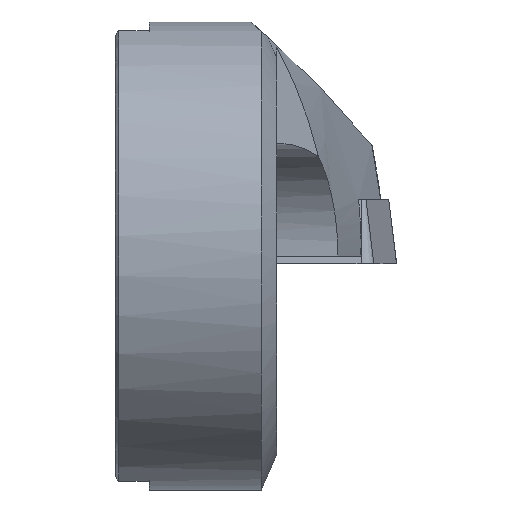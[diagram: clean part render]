
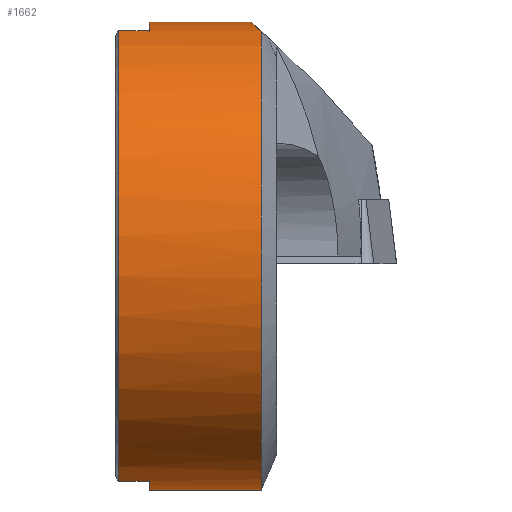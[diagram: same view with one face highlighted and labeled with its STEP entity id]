
A CAD part, left-side view. The second image highlights one B-rep face of the part: STEP entity #1662.
In plain terms, the highlighted cylindrical face has radius 14.5 mm (diameter 29 mm), a partial arc.
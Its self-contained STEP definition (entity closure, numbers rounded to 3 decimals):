
#768=EDGE_CURVE('NONE',#1026,#968,#2120,.F.);
#968=VERTEX_POINT('NONE',#2340);
#1014=VERTEX_POINT('NONE',#2388);
#1026=VERTEX_POINT('NONE',#2400);
#1042=EDGE_CURVE('NONE',#1968,#1070,#2418,.F.);
#1044=VERTEX_POINT('NONE',#2420);
#1068=VERTEX_POINT('NONE',#2447);
#1070=VERTEX_POINT('NONE',#2449);
#1208=EDGE_CURVE('NONE',#1044,#1534,#2602,.T.);
#1438=EDGE_CURVE('NONE',#1070,#1044,#2855,.F.);
#1534=VERTEX_POINT('NONE',#2958);
#1620=EDGE_CURVE('NONE',#1014,#968,#3055,.T.);
#1652=EDGE_CURVE('NONE',#1068,#1968,#3090,.T.);
#1662=ADVANCED_FACE('NONE',(#3102),#3103,.T.);
#1666=EDGE_CURVE('NONE',#1014,#1938,#3107,.F.);
#1884=EDGE_CURVE('NONE',#1534,#1026,#3351,.F.);
#1936=EDGE_CURVE('NONE',#1938,#1068,#3404,.T.);
#1938=VERTEX_POINT('NONE',#3406);
#1968=VERTEX_POINT('NONE',#3441);
#2120=CIRCLE('',#3617,14.5);
#2340=CARTESIAN_POINT('',(0.,-2.1,-14.5));
#2388=CARTESIAN_POINT('',(0.,-9.043,-14.5));
#2400=CARTESIAN_POINT('',(-3.95,-2.1,-13.952));
#2418=CIRCLE('',#5155,14.5);
#2420=CARTESIAN_POINT('',(-3.95,-0.2,13.952));
#2447=CARTESIAN_POINT('',(0.,-8.385,14.5));
#2449=CARTESIAN_POINT('',(-3.95,-2.1,13.952));
#2602=CIRCLE('',#5407,14.5);
#2855=LINE('',#5811,#5812);
#2958=CARTESIAN_POINT('',(-3.95,-0.2,-13.952));
#3055=LINE('',#6085,#6086);
#3090=LINE('',#6141,#6142);
#3102=FACE_OUTER_BOUND('',#6155,.T.);
#3103=CYLINDRICAL_SURFACE('',#6156,14.5);
#3107=B_SPLINE_CURVE_WITH_KNOTS('',3,(#6161,#6162,#6163,#6164,#6165,#6166,#6167,#6168,#6169,#6170,#6171,#6172,#6173,#6174,#6175,#6176,#6177,#6178,#6179,#6180,#6181,#6182,#6183,#6184,#6185,#6186,#6187,#6188,#6189,#6190,#6191,#6192,#6193,#6194,#6195,#6196,#6197,#6198,#6199,#6200,#6201,#6202,#6203,#6204,#6205,#6206,#6207,#6208,#6209,#6210,#6211,#6212,#6213,#6214,#6215,#6216,#6217,#6218),.UNSPECIFIED.,.F.,.F.,(4,2,2,2,2,2,2,2,2,2,2,2,2,2,2,2,2,2,2,2,2,2,2,2,2,2,2,2,4),(-56.761,-56.139,-55.627,-55.169,-54.356,-53.27,-50.372,-48.491,-46.211,-42.009,-40.304,-36.352,-30.77,-27.975,-25.783,-23.331,-17.795,-15.659,-12.724,-9.742,-7.917,-5.942,-4.752,-3.415,-2.53,-1.69,-1.275,-0.829,-0.0),.UNSPECIFIED.);
#3351=LINE('',#6587,#6588);
#3404=B_SPLINE_CURVE_WITH_KNOTS('',3,(#6664,#6665,#6666,#6667),.UNSPECIFIED.,.F.,.F.,(4,4),(0.0,1.0),.UNSPECIFIED.);
#3406=CARTESIAN_POINT('',(-4.025,-9.046,13.93));
#3441=CARTESIAN_POINT('',(0.,-2.1,14.5));
#3617=AXIS2_PLACEMENT_3D('',#6981,#6982,#6983);
#5155=AXIS2_PLACEMENT_3D('',#7306,#7307,#7308);
#5407=AXIS2_PLACEMENT_3D('',#7512,#7513,#7514);
#5811=CARTESIAN_POINT('',(-3.95,-30.0,13.952));
#5812=VECTOR('',#7831,1.0);
#6085=CARTESIAN_POINT('',(0.,-30.0,-14.5));
#6086=VECTOR('',#8095,1000.0);
#6141=CARTESIAN_POINT('',(0.,-30.0,14.5));
#6142=VECTOR('',#8156,1.0);
#6155=EDGE_LOOP('',(#8180,#8181,#8182,#8183,#8184,#8185,#8186,#8187,#8188));
#6156=AXIS2_PLACEMENT_3D('',#8189,#8190,#8191);
#6161=CARTESIAN_POINT('',(-0.886,-9.065,14.473));
#6162=CARTESIAN_POINT('',(-1.093,-9.056,14.46));
#6163=CARTESIAN_POINT('',(-1.3,-9.049,14.443));
#6164=CARTESIAN_POINT('',(-1.678,-9.041,14.404));
#6165=CARTESIAN_POINT('',(-1.848,-9.038,14.383));
#6166=CARTESIAN_POINT('',(-2.17,-9.036,14.338));
#6167=CARTESIAN_POINT('',(-2.322,-9.035,14.314));
#6168=CARTESIAN_POINT('',(-2.743,-9.036,14.241));
#6169=CARTESIAN_POINT('',(-3.01,-9.038,14.187));
#6170=CARTESIAN_POINT('',(-3.63,-9.043,14.043));
#6171=CARTESIAN_POINT('',(-3.982,-9.046,13.947));
#6172=CARTESIAN_POINT('',(-5.262,-9.05,13.547));
#6173=CARTESIAN_POINT('',(-6.161,-9.045,13.162));
#6174=CARTESIAN_POINT('',(-7.571,-9.044,12.383));
#6175=CARTESIAN_POINT('',(-8.106,-9.045,12.04));
#6176=CARTESIAN_POINT('',(-9.234,-9.045,11.206));
#6177=CARTESIAN_POINT('',(-9.815,-9.043,10.701));
#6178=CARTESIAN_POINT('',(-11.344,-9.042,9.141));
#6179=CARTESIAN_POINT('',(-12.182,-9.047,7.99));
#6180=CARTESIAN_POINT('',(-13.107,-9.046,6.227));
#6181=CARTESIAN_POINT('',(-13.344,-9.044,5.703));
#6182=CARTESIAN_POINT('',(-14.023,-9.042,3.921));
#6183=CARTESIAN_POINT('',(-14.324,-9.044,2.617));
#6184=CARTESIAN_POINT('',(-14.61,-9.046,-0.584));
#6185=CARTESIAN_POINT('',(-14.411,-9.044,-2.473));
#6186=CARTESIAN_POINT('',(-13.579,-9.045,-5.171));
#6187=CARTESIAN_POINT('',(-13.215,-9.046,-6.042));
#6188=CARTESIAN_POINT('',(-12.418,-9.045,-7.522));
#6189=CARTESIAN_POINT('',(-12.019,-9.045,-8.145));
#6190=CARTESIAN_POINT('',(-11.076,-9.045,-9.394));
#6191=CARTESIAN_POINT('',(-10.523,-9.046,-10.01));
#6192=CARTESIAN_POINT('',(-8.559,-9.046,-11.852));
#6193=CARTESIAN_POINT('',(-6.964,-9.042,-12.854));
#6194=CARTESIAN_POINT('',(-4.551,-9.043,-13.786));
#6195=CARTESIAN_POINT('',(-3.862,-9.045,-13.995));
#6196=CARTESIAN_POINT('',(-2.194,-9.047,-14.367));
#6197=CARTESIAN_POINT('',(-1.209,-9.045,-14.483));
#6198=CARTESIAN_POINT('',(0.785,-9.042,-14.514));
#6199=CARTESIAN_POINT('',(1.788,-9.044,-14.424));
#6200=CARTESIAN_POINT('',(3.377,-9.045,-14.115));
#6201=CARTESIAN_POINT('',(3.972,-9.044,-13.959));
#6202=CARTESIAN_POINT('',(5.187,-9.042,-13.557));
#6203=CARTESIAN_POINT('',(5.804,-9.043,-13.304));
#6204=CARTESIAN_POINT('',(6.761,-9.05,-12.833));
#6205=CARTESIAN_POINT('',(7.113,-9.054,-12.642));
#6206=CARTESIAN_POINT('',(7.844,-9.062,-12.204));
#6207=CARTESIAN_POINT('',(8.219,-9.065,-11.954));
#6208=CARTESIAN_POINT('',(8.822,-9.067,-11.511));
#6209=CARTESIAN_POINT('',(9.056,-9.065,-11.328));
#6210=CARTESIAN_POINT('',(9.5,-9.062,-10.958));
#6211=CARTESIAN_POINT('',(9.71,-9.06,-10.772));
#6212=CARTESIAN_POINT('',(10.017,-9.061,-10.485));
#6213=CARTESIAN_POINT('',(10.117,-9.061,-10.388));
#6214=CARTESIAN_POINT('',(10.322,-9.064,-10.185));
#6215=CARTESIAN_POINT('',(10.426,-9.066,-10.078));
#6216=CARTESIAN_POINT('',(10.72,-9.075,-9.768));
#6217=CARTESIAN_POINT('',(10.904,-9.085,-9.562));
#6218=CARTESIAN_POINT('',(11.082,-9.097,-9.351));
#6587=CARTESIAN_POINT('',(-3.95,-30.0,-13.952));
#6588=VECTOR('',#8503,1.0);
#6664=CARTESIAN_POINT('',(-4.025,-9.046,13.93));
#6665=CARTESIAN_POINT('',(-2.733,-8.602,14.303));
#6666=CARTESIAN_POINT('',(-1.374,-8.381,14.5));
#6667=CARTESIAN_POINT('',(0.,-8.385,14.5));
#6981=CARTESIAN_POINT('',(0.0,-2.1,0.0));
#6982=DIRECTION('',(0.0,1.0,0.0));
#6983=DIRECTION('',(0.,0.0,-1.0));
#7306=CARTESIAN_POINT('',(0.0,-2.1,0.0));
#7307=DIRECTION('',(0.0,1.0,0.0));
#7308=DIRECTION('',(0.,0.0,-1.0));
#7512=CARTESIAN_POINT('',(0.0,-0.2,0.0));
#7513=DIRECTION('',(0.0,-1.0,-0.0));
#7514=DIRECTION('',(0.,0.0,-1.0));
#7831=DIRECTION('',(0.0,-1.0,0.0));
#8095=DIRECTION('',(0.0,1.0,0.0));
#8156=DIRECTION('',(-0.0,1.0,0.0));
#8180=ORIENTED_EDGE('',*,*,#1620,.F.);
#8181=ORIENTED_EDGE('',*,*,#1666,.T.);
#8182=ORIENTED_EDGE('',*,*,#1936,.T.);
#8183=ORIENTED_EDGE('',*,*,#1652,.T.);
#8184=ORIENTED_EDGE('',*,*,#1042,.T.);
#8185=ORIENTED_EDGE('',*,*,#1438,.T.);
#8186=ORIENTED_EDGE('',*,*,#1208,.T.);
#8187=ORIENTED_EDGE('',*,*,#1884,.T.);
#8188=ORIENTED_EDGE('',*,*,#768,.T.);
#8189=CARTESIAN_POINT('',(0.0,-30.0,0.0));
#8190=DIRECTION('',(-0.0,1.0,0.0));
#8191=DIRECTION('',(0.,0.0,-1.0));
#8503=DIRECTION('',(-0.0,1.0,0.0));
